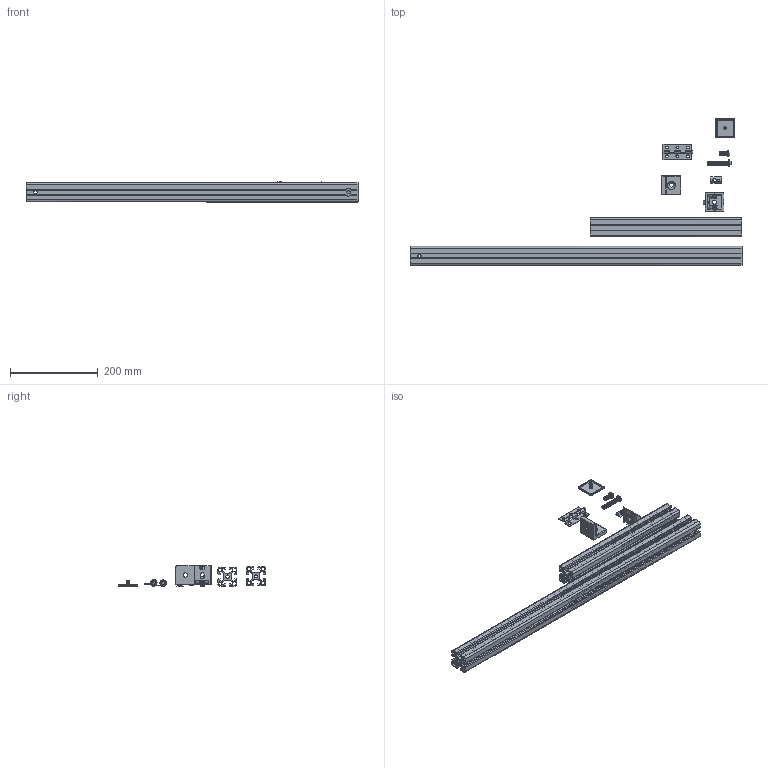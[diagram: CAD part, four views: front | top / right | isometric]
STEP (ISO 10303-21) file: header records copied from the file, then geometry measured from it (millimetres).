
FILE_DESCRIPTION(('FreeCAD Model'),'2;1');
FILE_NAME('Open CASCADE Shape Model','2025-05-01T01:09:47',('FreeCAD'),( 'FreeCAD'),'Open CASCADE STEP processor 7.6','FreeCAD','Unknown');
FILE_SCHEMA(('AUTOMOTIVE_DESIGN { 1 0 10303 214 1 1 1 1 }'));
Products named in the file (1): Open CASCADE STEP translator 7.6 1
Bounding box: 755.79 x 334.28 x 47.41 mm (x, y, z)
Volume: 868690 mm3; surface area: 603426.5 mm2
Topology: 11 solids, 11 shells, 749 faces, 2053 edges, 1347 vertices
Faces by surface type: bspline 749
Entity records: 35054 total; most frequent: CARTESIAN_POINT 23048, ORIENTED_EDGE 4104, EDGE_CURVE 2052, B_SPLINE_CURVE_WITH_KNOTS 1639, VERTEX_POINT 1347, FACE_BOUND 847, EDGE_LOOP 847, ADVANCED_FACE 749
